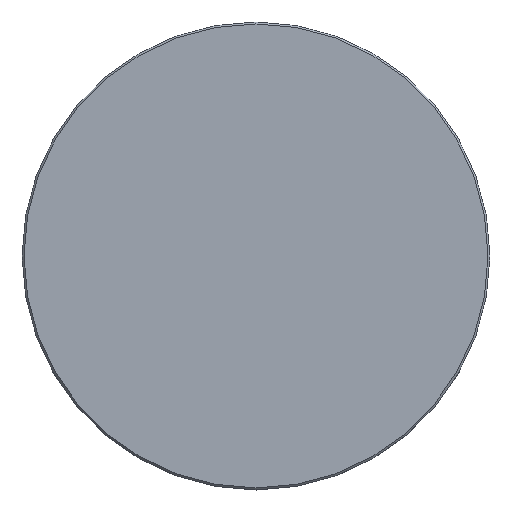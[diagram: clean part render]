
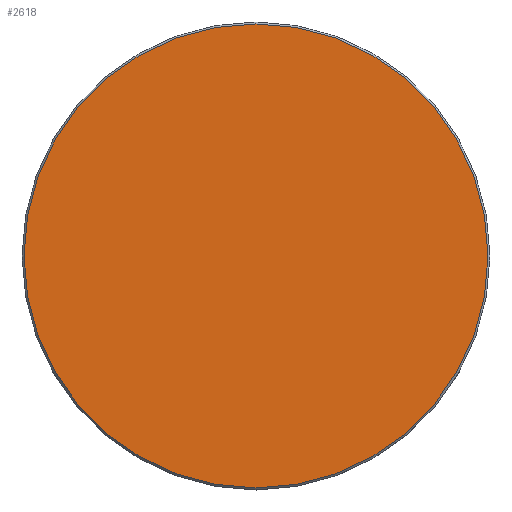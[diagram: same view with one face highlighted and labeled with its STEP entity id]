
A CAD part, top view. The second image highlights one B-rep face of the part: STEP entity #2618.
In plain terms, the highlighted planar face has unit normal (0, 0, 1).
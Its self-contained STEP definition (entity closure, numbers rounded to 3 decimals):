
#1144 = CONICAL_SURFACE('',#1145,36.,0.785);
#1145 = AXIS2_PLACEMENT_3D('',#1146,#1147,#1148);
#1146 = CARTESIAN_POINT('',(0.,0.,36.036));
#1147 = DIRECTION('',(-0.,0.,-1.));
#1148 = DIRECTION('',(1.,0.,0.));
#1864 = VERTEX_POINT('',#1865);
#1865 = CARTESIAN_POINT('',(35.7,0.,36.336));
#1888 = EDGE_CURVE('',#1864,#1864,#1889,.T.);
#1889 = SURFACE_CURVE('',#1890,(#1895,#1902),.PCURVE_S1.);
#1890 = CIRCLE('',#1891,35.7);
#1891 = AXIS2_PLACEMENT_3D('',#1892,#1893,#1894);
#1892 = CARTESIAN_POINT('',(0.,0.,36.336));
#1893 = DIRECTION('',(0.,0.,-1.));
#1894 = DIRECTION('',(1.,0.,0.));
#1895 = PCURVE('',#1144,#1896);
#1896 = DEFINITIONAL_REPRESENTATION('',(#1897),#1901);
#1897 = LINE('',#1898,#1899);
#1898 = CARTESIAN_POINT('',(0.,-0.3));
#1899 = VECTOR('',#1900,1.);
#1900 = DIRECTION('',(1.,-0.));
#1901 = ( GEOMETRIC_REPRESENTATION_CONTEXT(2) 
PARAMETRIC_REPRESENTATION_CONTEXT() REPRESENTATION_CONTEXT('2D SPACE',''
  ) );
#1902 = PCURVE('',#1903,#1908);
#1903 = PLANE('',#1904);
#1904 = AXIS2_PLACEMENT_3D('',#1905,#1906,#1907);
#1905 = CARTESIAN_POINT('',(0.,0.,36.336));
#1906 = DIRECTION('',(0.,0.,-1.));
#1907 = DIRECTION('',(1.,0.,0.));
#1908 = DEFINITIONAL_REPRESENTATION('',(#1909),#1913);
#1909 = CIRCLE('',#1910,35.7);
#1910 = AXIS2_PLACEMENT_2D('',#1911,#1912);
#1911 = CARTESIAN_POINT('',(0.,0.));
#1912 = DIRECTION('',(1.,0.));
#1913 = ( GEOMETRIC_REPRESENTATION_CONTEXT(2) 
PARAMETRIC_REPRESENTATION_CONTEXT() REPRESENTATION_CONTEXT('2D SPACE',''
  ) );
#2618 = ADVANCED_FACE('',(#2619),#1903,.F.);
#2619 = FACE_BOUND('',#2620,.F.);
#2620 = EDGE_LOOP('',(#2621));
#2621 = ORIENTED_EDGE('',*,*,#1888,.T.);
